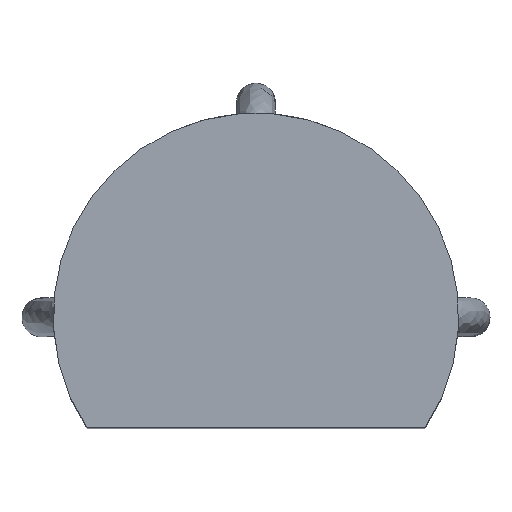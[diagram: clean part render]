
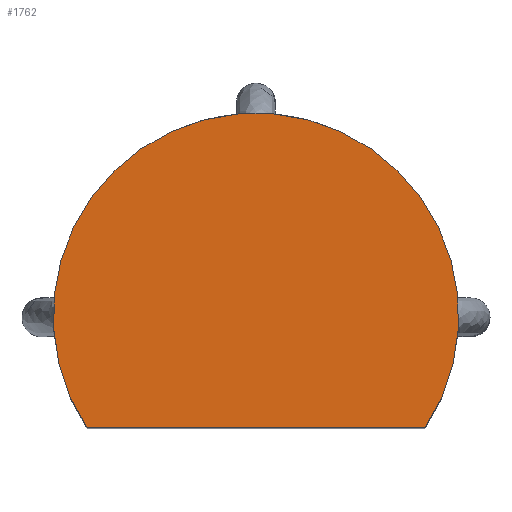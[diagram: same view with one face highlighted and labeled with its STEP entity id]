
A CAD part, top view. The second image highlights one B-rep face of the part: STEP entity #1762.
In plain terms, the highlighted planar face has unit normal (0, 0, 1).
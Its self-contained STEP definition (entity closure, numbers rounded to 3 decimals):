
#1260 = VERTEX_POINT('',#1261);
#1261 = CARTESIAN_POINT('',(-2.,-1.327,8.9));
#1267 = EDGE_CURVE('',#1268,#1260,#1270,.T.);
#1268 = VERTEX_POINT('',#1269);
#1269 = CARTESIAN_POINT('',(2.,-1.327,8.9));
#1270 = CIRCLE('',#1271,2.4);
#1271 = AXIS2_PLACEMENT_3D('',#1272,#1273,#1274);
#1272 = CARTESIAN_POINT('',(0.,0.,8.9));
#1273 = DIRECTION('',(0.,-0.,1.));
#1274 = DIRECTION('',(1.,0.,0.));
#1750 = EDGE_CURVE('',#1260,#1268,#1751,.T.);
#1751 = LINE('',#1752,#1753);
#1752 = CARTESIAN_POINT('',(-2.,-1.327,8.9));
#1753 = VECTOR('',#1754,1.);
#1754 = DIRECTION('',(1.,0.,0.));
#1762 = ADVANCED_FACE('',(#1763),#1767,.T.);
#1763 = FACE_BOUND('',#1764,.T.);
#1764 = EDGE_LOOP('',(#1765,#1766));
#1765 = ORIENTED_EDGE('',*,*,#1267,.T.);
#1766 = ORIENTED_EDGE('',*,*,#1750,.T.);
#1767 = PLANE('',#1768);
#1768 = AXIS2_PLACEMENT_3D('',#1769,#1770,#1771);
#1769 = CARTESIAN_POINT('',(0.,0.142,8.9));
#1770 = DIRECTION('',(0.,0.,1.));
#1771 = DIRECTION('',(1.,0.,-0.));
